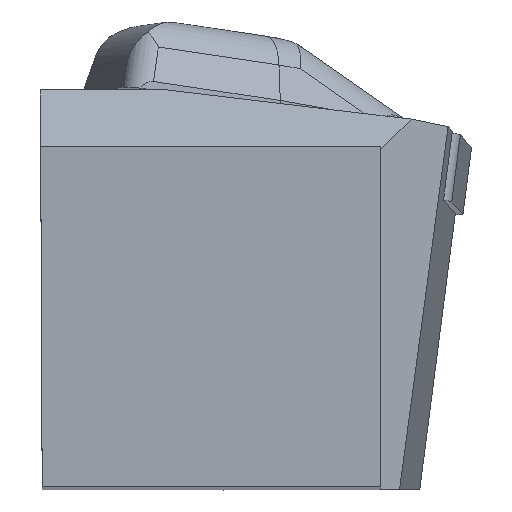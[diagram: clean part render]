
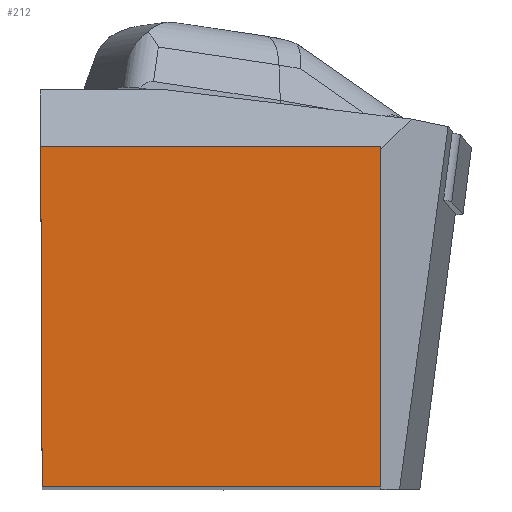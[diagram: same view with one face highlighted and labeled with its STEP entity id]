
A CAD part, top view. The second image highlights one B-rep face of the part: STEP entity #212.
In plain terms, the highlighted planar face has unit normal (0, 0, 1).
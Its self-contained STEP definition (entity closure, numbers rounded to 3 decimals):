
#151=FACE_OUTER_BOUND('',#583,.T.);
#212=ADVANCED_FACE('BLANK_BOXF006',(#151),#268,.F.);
#268=PLANE('',#1380);
#350=LINE('',#1999,#474);
#356=LINE('',#2012,#480);
#363=LINE('',#2027,#487);
#364=LINE('',#2029,#488);
#474=VECTOR('',#1578,1.);
#480=VECTOR('',#1586,1.);
#487=VECTOR('',#1601,1.);
#488=VECTOR('',#1602,1.);
#583=EDGE_LOOP('',(#750,#751,#752,#753));
#750=ORIENTED_EDGE('',*,*,#1162,.T.);
#751=ORIENTED_EDGE('',*,*,#1163,.T.);
#752=ORIENTED_EDGE('',*,*,#1148,.T.);
#753=ORIENTED_EDGE('',*,*,#1154,.T.);
#1019=VERTEX_POINT('',#1998);
#1020=VERTEX_POINT('',#2000);
#1025=VERTEX_POINT('',#2011);
#1030=VERTEX_POINT('',#2028);
#1148=EDGE_CURVE('',#1020,#1019,#350,.T.);
#1154=EDGE_CURVE('',#1019,#1025,#356,.T.);
#1162=EDGE_CURVE('',#1025,#1030,#363,.T.);
#1163=EDGE_CURVE('',#1030,#1020,#364,.T.);
#1380=AXIS2_PLACEMENT_3D('',#2030,#1603,#1604);
#1578=DIRECTION('',(0.004,-1.,0.));
#1586=DIRECTION('',(1.,0.,0.));
#1601=DIRECTION('',(0.,1.,0.));
#1602=DIRECTION('',(-1.,0.,0.));
#1603=DIRECTION('',(0.,0.,-1.));
#1604=DIRECTION('',(1.,0.,0.));
#1998=CARTESIAN_POINT('',(0.139,0.,0.));
#1999=CARTESIAN_POINT('',(-0.678,187.348,0.));
#2000=CARTESIAN_POINT('',(0.,31.85,0.));
#2011=CARTESIAN_POINT('',(31.85,0.,0.));
#2012=CARTESIAN_POINT('',(-187.35,0.,0.));
#2027=CARTESIAN_POINT('',(31.85,-187.35,0.));
#2028=CARTESIAN_POINT('',(31.85,31.85,0.));
#2029=CARTESIAN_POINT('',(187.35,31.85,0.));
#2030=CARTESIAN_POINT('',(56.35,-5.,0.));
